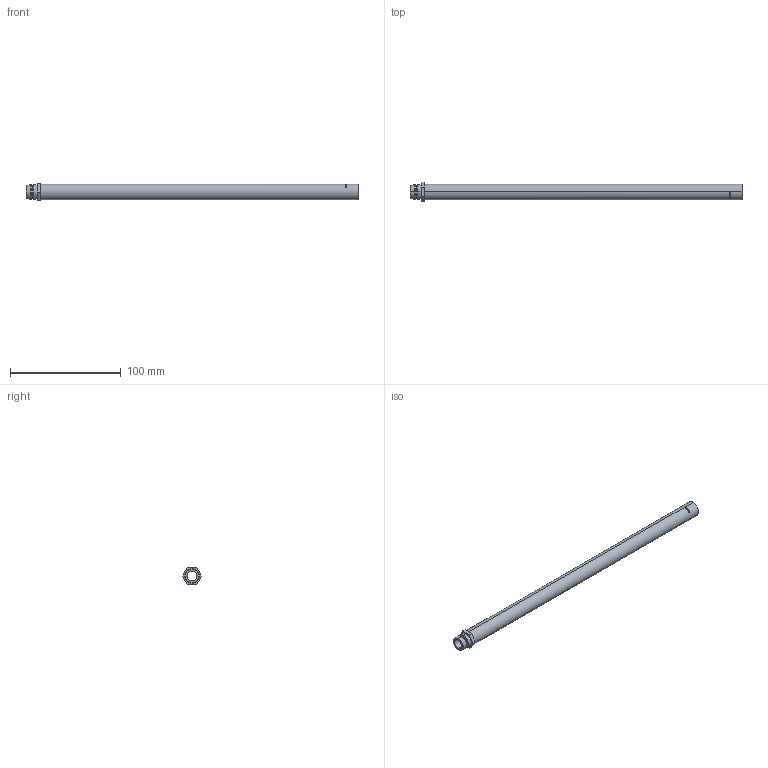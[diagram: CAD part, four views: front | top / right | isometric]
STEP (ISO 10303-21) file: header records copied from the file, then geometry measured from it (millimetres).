
FILE_DESCRIPTION (( 'STEP AP203' ), '1' );
FILE_NAME ('ba4b.STEP', '2025-09-30T12:27:33', ( '' ), ( '' ), 'SwSTEP 2.0', 'SolidWorks 2019', '' );
FILE_SCHEMA (( 'CONFIG_CONTROL_DESIGN' ));
Length unit declared in the file: millimetre
Products named in the file (1): ba4b
Bounding box: 300 x 17.32 x 15 mm (x, y, z)
Volume: 26958.7 mm3; surface area: 21936.1 mm2
Topology: 1 solids, 1 shells, 109 faces, 278 edges, 182 vertices
Faces by surface type: plane 42, bspline 42, cylinder 19, cone 6
Entity records: 5469 total; most frequent: CARTESIAN_POINT 3082, ORIENTED_EDGE 556, DIRECTION 340, EDGE_CURVE 278, VERTEX_POINT 182, B_SPLINE_CURVE_WITH_KNOTS 136, AXIS2_PLACEMENT_3D 130, EDGE_LOOP 122
